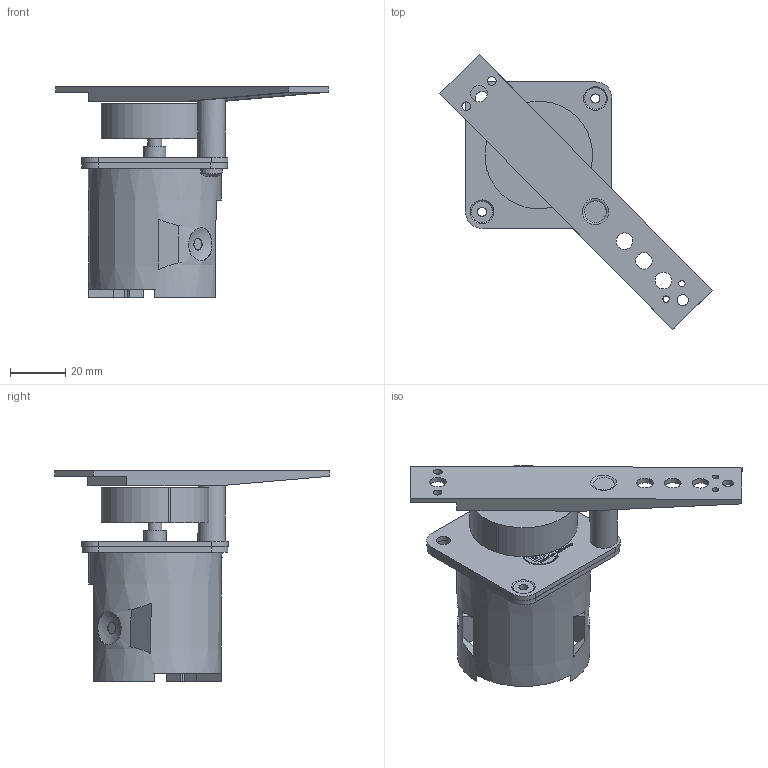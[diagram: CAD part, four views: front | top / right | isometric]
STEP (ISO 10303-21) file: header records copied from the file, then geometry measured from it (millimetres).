
FILE_DESCRIPTION((''),'2;1');
FILE_NAME('BPA 010 Modell.stp','2016-02-09T14:31:12',('bauer'),(''),'Autodesk Inventor 2012','Autodesk Inventor 2012','');
FILE_SCHEMA(('AUTOMOTIVE_DESIGN { 1 0 10303 214 1 1 1 1 }'));
Length unit declared in the file: millimetre
Products named in the file (1): BPA 010 Modell
Bounding box: 98.49 x 99.49 x 76.2 mm (x, y, z)
Volume: 97760.1 mm3; surface area: 33134.3 mm2
Topology: 1 solids, 9 shells, 680 faces, 1796 edges, 1195 vertices
Faces by surface type: plane 449, bspline 102, cylinder 87, cone 38, torus 3, sphere 1
Full cylindrical faces by diameter (mm): 1.98 x2, 2.3 x2, 3.1 x2, 3.2 x2, 3.3 x2, 3.65 x1, 3.8 x6, 4 x1, 4.1 x1, 4.7 x2, 5 x1, 5.05 x4, 5.1 x2, 6 x4, 8 x1, 9.9 x1
Entity records: 22319 total; most frequent: CARTESIAN_POINT 5542, ORIENTED_EDGE 3446, DIRECTION 2902, EDGE_CURVE 1723, VECTOR 1190, LINE 1190, VERTEX_POINT 1174, AXIS2_PLACEMENT_3D 856
